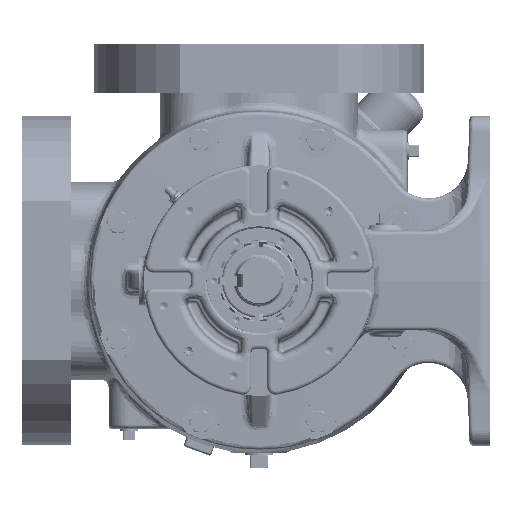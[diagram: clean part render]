
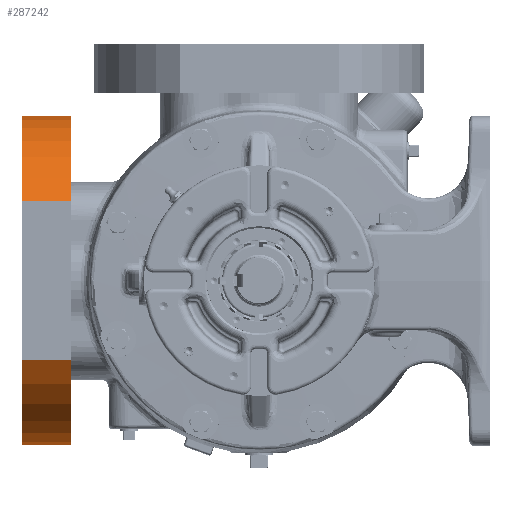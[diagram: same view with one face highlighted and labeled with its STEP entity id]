
A CAD part, left-side view. The second image highlights one B-rep face of the part: STEP entity #287242.
In plain terms, the highlighted cylindrical face has radius 127 mm (diameter 254 mm), a partial arc.
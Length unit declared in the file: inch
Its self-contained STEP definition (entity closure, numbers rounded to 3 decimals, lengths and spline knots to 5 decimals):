
#1078 = CARTESIAN_POINT ( 'NONE',  ( 3.345, 7.1875, 0. ) ) ;
#5994 = VERTEX_POINT ( 'NONE', #308028 ) ;
#11792 = LINE ( 'NONE', #324032, #336543 ) ;
#15043 = CARTESIAN_POINT ( 'NONE',  ( -1.035, 7.1875, 2.41156 ) ) ;
#24432 = EDGE_CURVE ( 'NONE', #157243, #5994, #171943, .T. ) ;
#55545 = CIRCLE ( 'NONE', #259231, 5. ) ;
#55979 = AXIS2_PLACEMENT_3D ( 'NONE', #221227, #295556, #59098 ) ;
#59098 = DIRECTION ( 'NONE',  ( -1., 0., 0. ) ) ;
#60000 = DIRECTION ( 'NONE',  ( 0., -1., 0. ) ) ;
#62919 = EDGE_CURVE ( 'NONE', #134460, #157243, #11792, .T. ) ;
#63134 = EDGE_CURVE ( 'NONE', #134460, #288955, #55545, .T. ) ;
#65852 = CARTESIAN_POINT ( 'NONE',  ( -1.035, 7.1875, -2.41156 ) ) ;
#98811 = DIRECTION ( 'NONE',  ( -1., 0., 0. ) ) ;
#108627 = ORIENTED_EDGE ( 'NONE', *, *, #63134, .T. ) ;
#111682 = AXIS2_PLACEMENT_3D ( 'NONE', #254026, #259090, #98811 ) ;
#126451 = CYLINDRICAL_SURFACE ( 'NONE', #111682, 5. ) ;
#134460 = VERTEX_POINT ( 'NONE', #65852 ) ;
#141276 = VECTOR ( 'NONE', #275416, 39.37008 ) ;
#156411 = ORIENTED_EDGE ( 'NONE', *, *, #24432, .F. ) ;
#157243 = VERTEX_POINT ( 'NONE', #222319 ) ;
#159921 = DIRECTION ( 'NONE',  ( -1., 0., 0. ) ) ;
#171943 = CIRCLE ( 'NONE', #55979, 5. ) ;
#183155 = EDGE_LOOP ( 'NONE', ( #190365, #108627, #323787, #156411 ) ) ;
#190365 = ORIENTED_EDGE ( 'NONE', *, *, #62919, .F. ) ;
#221227 = CARTESIAN_POINT ( 'NONE',  ( 3.345, 5.6875, 0. ) ) ;
#222319 = CARTESIAN_POINT ( 'NONE',  ( -1.035, 5.6875, -2.41156 ) ) ;
#239060 = DIRECTION ( 'NONE',  ( 0., -1., 0. ) ) ;
#251215 = LINE ( 'NONE', #15043, #141276 ) ;
#254026 = CARTESIAN_POINT ( 'NONE',  ( 3.345, 4.99105, 0. ) ) ;
#259090 = DIRECTION ( 'NONE',  ( 0., -1., 0. ) ) ;
#259231 = AXIS2_PLACEMENT_3D ( 'NONE', #1078, #239060, #159921 ) ;
#275416 = DIRECTION ( 'NONE',  ( 0., -1., 0. ) ) ;
#287242 = ADVANCED_FACE ( 'NONE', ( #311003 ), #126451, .T. ) ;
#288955 = VERTEX_POINT ( 'NONE', #302169 ) ;
#295556 = DIRECTION ( 'NONE',  ( 0., -1., 0. ) ) ;
#302169 = CARTESIAN_POINT ( 'NONE',  ( -1.035, 7.1875, 2.41156 ) ) ;
#308028 = CARTESIAN_POINT ( 'NONE',  ( -1.035, 5.6875, 2.41156 ) ) ;
#308487 = EDGE_CURVE ( 'NONE', #288955, #5994, #251215, .T. ) ;
#311003 = FACE_OUTER_BOUND ( 'NONE', #183155, .T. ) ;
#323787 = ORIENTED_EDGE ( 'NONE', *, *, #308487, .T. ) ;
#324032 = CARTESIAN_POINT ( 'NONE',  ( -1.035, 7.1875, -2.41156 ) ) ;
#336543 = VECTOR ( 'NONE', #60000, 39.37008 ) ;
